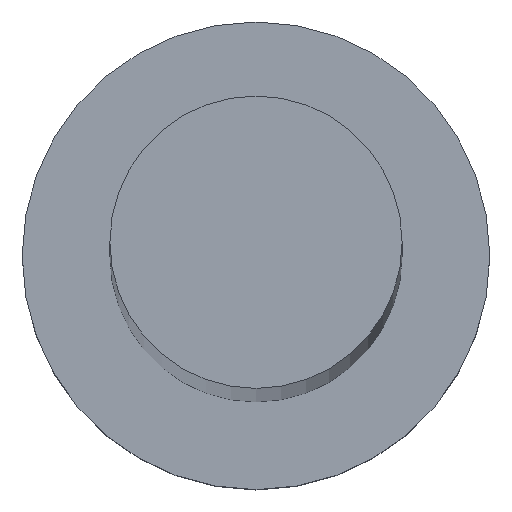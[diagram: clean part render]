
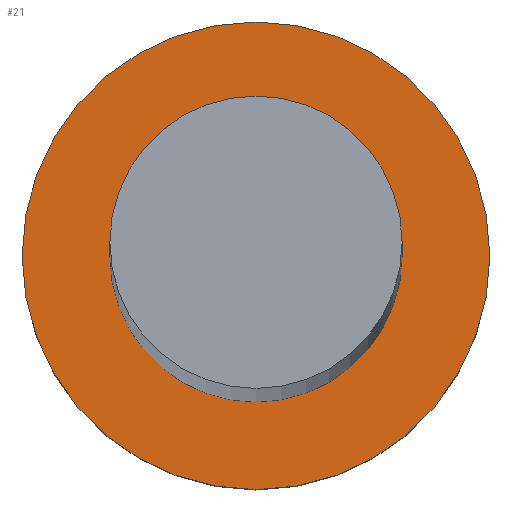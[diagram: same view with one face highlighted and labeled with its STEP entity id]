
A CAD part, top view. The second image highlights one B-rep face of the part: STEP entity #21.
In plain terms, the highlighted planar face has unit normal (0, 0, 1).
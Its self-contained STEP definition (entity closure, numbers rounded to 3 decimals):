
#12 = CARTESIAN_POINT ( 'NONE',  ( 0., 0., 5. ) ) ;
#14 = EDGE_CURVE ( 'NONE', #124, #70, #138, .T. ) ;
#21 = ADVANCED_FACE ( 'NONE', ( #249, #202 ), #29, .T. ) ;
#29 = PLANE ( 'NONE',  #123 ) ;
#46 = ORIENTED_EDGE ( 'NONE', *, *, #135, .F. ) ;
#61 = EDGE_CURVE ( 'NONE', #105, #217, #128, .T. ) ;
#62 = DIRECTION ( 'NONE',  ( 0., 0., 1. ) ) ;
#68 = DIRECTION ( 'NONE',  ( 0., 0., 1. ) ) ;
#70 = VERTEX_POINT ( 'NONE', #245 ) ;
#72 = DIRECTION ( 'NONE',  ( 0., 0., 1. ) ) ;
#85 = DIRECTION ( 'NONE',  ( 1., 0., 0. ) ) ;
#89 = CARTESIAN_POINT ( 'NONE',  ( 3.75, 0., 5. ) ) ;
#94 = DIRECTION ( 'NONE',  ( 1., 0., 0. ) ) ;
#97 = AXIS2_PLACEMENT_3D ( 'NONE', #236, #72, #94 ) ;
#102 = CARTESIAN_POINT ( 'NONE',  ( 0., 0., 5. ) ) ;
#104 = EDGE_CURVE ( 'NONE', #217, #105, #213, .T. ) ;
#105 = VERTEX_POINT ( 'NONE', #134 ) ;
#116 = AXIS2_PLACEMENT_3D ( 'NONE', #12, #62, #231 ) ;
#120 = AXIS2_PLACEMENT_3D ( 'NONE', #208, #174, #195 ) ;
#123 = AXIS2_PLACEMENT_3D ( 'NONE', #102, #143, #185 ) ;
#124 = VERTEX_POINT ( 'NONE', #89 ) ;
#125 = EDGE_LOOP ( 'NONE', ( #46, #137 ) ) ;
#126 = ORIENTED_EDGE ( 'NONE', *, *, #104, .T. ) ;
#128 = CIRCLE ( 'NONE', #159, 6. ) ;
#134 = CARTESIAN_POINT ( 'NONE',  ( -6., 0., 5. ) ) ;
#135 = EDGE_CURVE ( 'NONE', #70, #124, #223, .T. ) ;
#137 = ORIENTED_EDGE ( 'NONE', *, *, #14, .F. ) ;
#138 = CIRCLE ( 'NONE', #116, 3.75 ) ;
#143 = DIRECTION ( 'NONE',  ( 0., 0., 1. ) ) ;
#159 = AXIS2_PLACEMENT_3D ( 'NONE', #189, #68, #85 ) ;
#174 = DIRECTION ( 'NONE',  ( 0., 0., 1. ) ) ;
#181 = ORIENTED_EDGE ( 'NONE', *, *, #61, .T. ) ;
#185 = DIRECTION ( 'NONE',  ( 1., 0., 0. ) ) ;
#189 = CARTESIAN_POINT ( 'NONE',  ( 0., 0., 5. ) ) ;
#195 = DIRECTION ( 'NONE',  ( 1., 0., 0. ) ) ;
#202 = FACE_OUTER_BOUND ( 'NONE', #205, .T. ) ;
#205 = EDGE_LOOP ( 'NONE', ( #181, #126 ) ) ;
#208 = CARTESIAN_POINT ( 'NONE',  ( 0., 0., 5. ) ) ;
#213 = CIRCLE ( 'NONE', #97, 6. ) ;
#214 = CARTESIAN_POINT ( 'NONE',  ( 6., 0., 5. ) ) ;
#217 = VERTEX_POINT ( 'NONE', #214 ) ;
#223 = CIRCLE ( 'NONE', #120, 3.75 ) ;
#231 = DIRECTION ( 'NONE',  ( 1., 0., 0. ) ) ;
#236 = CARTESIAN_POINT ( 'NONE',  ( 0., 0., 5. ) ) ;
#245 = CARTESIAN_POINT ( 'NONE',  ( -3.75, 0., 5. ) ) ;
#249 = FACE_BOUND ( 'NONE', #125, .T. ) ;
